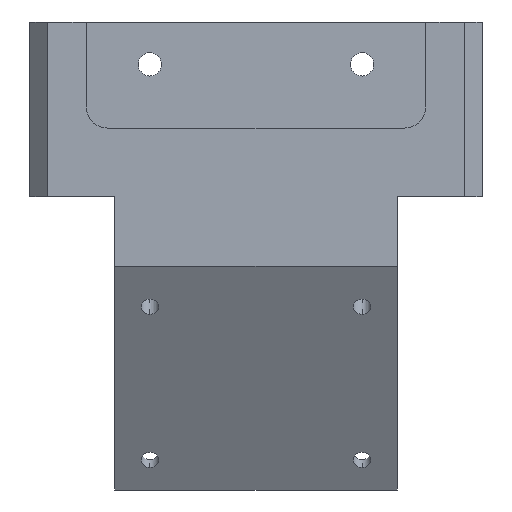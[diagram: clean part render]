
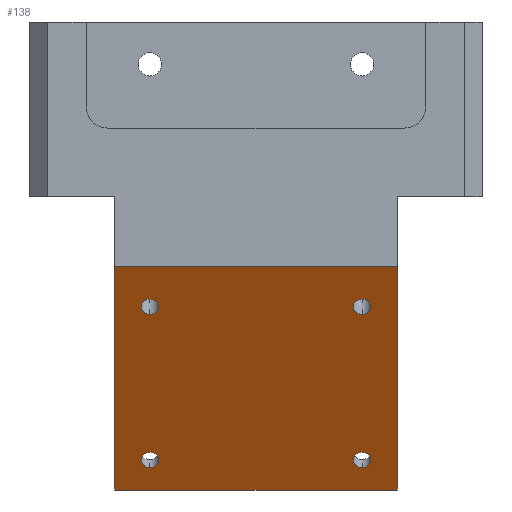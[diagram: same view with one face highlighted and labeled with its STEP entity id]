
A CAD part, front view. The second image highlights one B-rep face of the part: STEP entity #138.
In plain terms, the highlighted planar face has unit normal (0, -0.866, -0.5).
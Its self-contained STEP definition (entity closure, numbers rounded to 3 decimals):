
#138 = ADVANCED_FACE ( 'NONE', ( #699, #703, #697, #702, #701 ), #2168, .F. ) ;
#167 = VERTEX_POINT ( 'NONE', #2165 ) ;
#168 = VERTEX_POINT ( 'NONE', #2166 ) ;
#266 = ORIENTED_EDGE ( 'NONE', *, *, #802, .F. ) ;
#267 = ORIENTED_EDGE ( 'NONE', *, *, #938, .F. ) ;
#268 = ORIENTED_EDGE ( 'NONE', *, *, #803, .F. ) ;
#269 = ORIENTED_EDGE ( 'NONE', *, *, #846, .F. ) ;
#270 = ORIENTED_EDGE ( 'NONE', *, *, #804, .F. ) ;
#271 = ORIENTED_EDGE ( 'NONE', *, *, #805, .T. ) ;
#272 = ORIENTED_EDGE ( 'NONE', *, *, #799, .T. ) ;
#273 = ORIENTED_EDGE ( 'NONE', *, *, #806, .F. ) ;
#274 = ORIENTED_EDGE ( 'NONE', *, *, #946, .T. ) ;
#275 = ORIENTED_EDGE ( 'NONE', *, *, #807, .T. ) ;
#276 = ORIENTED_EDGE ( 'NONE', *, *, #949, .T. ) ;
#277 = ORIENTED_EDGE ( 'NONE', *, *, #808, .T. ) ;
#522 = VERTEX_POINT ( 'NONE', #1139 ) ;
#544 = VERTEX_POINT ( 'NONE', #1156 ) ;
#545 = VERTEX_POINT ( 'NONE', #1157 ) ;
#564 = VERTEX_POINT ( 'NONE', #1163 ) ;
#565 = VERTEX_POINT ( 'NONE', #1165 ) ;
#567 = VERTEX_POINT ( 'NONE', #1166 ) ;
#580 = VERTEX_POINT ( 'NONE', #1177 ) ;
#623 = VERTEX_POINT ( 'NONE', #1180 ) ;
#624 = VERTEX_POINT ( 'NONE', #1184 ) ;
#697 = FACE_OUTER_BOUND ( 'NONE', #761, .T. ) ;
#699 = FACE_BOUND ( 'NONE', #2061, .T. ) ;
#701 = FACE_BOUND ( 'NONE', #1496, .T. ) ;
#702 = FACE_BOUND ( 'NONE', #1494, .T. ) ;
#703 = FACE_BOUND ( 'NONE', #762, .T. ) ;
#761 = EDGE_LOOP ( 'NONE', ( #270, #271, #272, #273 ) ) ;
#762 = EDGE_LOOP ( 'NONE', ( #268, #269 ) ) ;
#799 = EDGE_CURVE ( 'NONE', #522, #564, #1345, .T. ) ;
#802 = EDGE_CURVE ( 'NONE', #545, #544, #1351, .T. ) ;
#803 = EDGE_CURVE ( 'NONE', #2055, #580, #1347, .T. ) ;
#804 = EDGE_CURVE ( 'NONE', #565, #567, #1353, .T. ) ;
#805 = EDGE_CURVE ( 'NONE', #565, #522, #1354, .T. ) ;
#806 = EDGE_CURVE ( 'NONE', #567, #564, #1357, .T. ) ;
#807 = EDGE_CURVE ( 'NONE', #623, #624, #1359, .T. ) ;
#808 = EDGE_CURVE ( 'NONE', #168, #167, #1355, .T. ) ;
#846 = EDGE_CURVE ( 'NONE', #580, #2055, #1420, .T. ) ;
#938 = EDGE_CURVE ( 'NONE', #544, #545, #1590, .T. ) ;
#946 = EDGE_CURVE ( 'NONE', #624, #623, #1604, .T. ) ;
#949 = EDGE_CURVE ( 'NONE', #167, #168, #1616, .T. ) ;
#994 = AXIS2_PLACEMENT_3D ( 'NONE', #2144, #2170, #2120 ) ;
#1027 = AXIS2_PLACEMENT_3D ( 'NONE', #1246, #1247, #1248 ) ;
#1028 = AXIS2_PLACEMENT_3D ( 'NONE', #1251, #1252, #1253 ) ;
#1029 = AXIS2_PLACEMENT_3D ( 'NONE', #1259, #1260, #1261 ) ;
#1030 = AXIS2_PLACEMENT_3D ( 'NONE', #1264, #1265, #1266 ) ;
#1037 = AXIS2_PLACEMENT_3D ( 'NONE', #1658, #1659, #1660 ) ;
#1139 = CARTESIAN_POINT ( 'NONE',  ( 20., 3.161, -32.7 ) ) ;
#1156 = CARTESIAN_POINT ( 'NONE',  ( 15., 19.411, -60.846 ) ) ;
#1157 = CARTESIAN_POINT ( 'NONE',  ( 15., 20.661, -63.011 ) ) ;
#1163 = CARTESIAN_POINT ( 'NONE',  ( -20., 3.161, -32.7 ) ) ;
#1165 = CARTESIAN_POINT ( 'NONE',  ( 20., 22.5, -66.196 ) ) ;
#1166 = CARTESIAN_POINT ( 'NONE',  ( -20., 22.5, -66.196 ) ) ;
#1177 = CARTESIAN_POINT ( 'NONE',  ( 15., 6.911, -39.195 ) ) ;
#1180 = CARTESIAN_POINT ( 'NONE',  ( -15., 19.411, -60.846 ) ) ;
#1184 = CARTESIAN_POINT ( 'NONE',  ( -15., 20.661, -63.011 ) ) ;
#1240 = CARTESIAN_POINT ( 'NONE',  ( 32., 3.161, -32.7 ) ) ;
#1241 = DIRECTION ( 'NONE',  ( -1., 0., 0. ) ) ;
#1245 = DIRECTION ( 'NONE',  ( -1., 0., 0. ) ) ;
#1246 = CARTESIAN_POINT ( 'NONE',  ( 15., 20.036, -61.928 ) ) ;
#1247 = DIRECTION ( 'NONE',  ( 0., -0.866, -0.5 ) ) ;
#1248 = DIRECTION ( 'NONE',  ( 0., 0.5, -0.866 ) ) ;
#1249 = CARTESIAN_POINT ( 'NONE',  ( 20., 3.161, -32.7 ) ) ;
#1250 = CARTESIAN_POINT ( 'NONE',  ( 32., 22.5, -66.196 ) ) ;
#1251 = CARTESIAN_POINT ( 'NONE',  ( 15., 7.536, -40.278 ) ) ;
#1252 = DIRECTION ( 'NONE',  ( 0., -0.866, -0.5 ) ) ;
#1253 = DIRECTION ( 'NONE',  ( 0., 0.5, -0.866 ) ) ;
#1255 = DIRECTION ( 'NONE',  ( 0., -0.5, 0.866 ) ) ;
#1256 = CARTESIAN_POINT ( 'NONE',  ( -20., 3.161, -32.7 ) ) ;
#1257 = DIRECTION ( 'NONE',  ( 0., -0.5, 0.866 ) ) ;
#1259 = CARTESIAN_POINT ( 'NONE',  ( -15., 20.036, -61.928 ) ) ;
#1260 = DIRECTION ( 'NONE',  ( 0., 0.866, 0.5 ) ) ;
#1261 = DIRECTION ( 'NONE',  ( 0., 0.5, -0.866 ) ) ;
#1264 = CARTESIAN_POINT ( 'NONE',  ( -15., 7.536, -40.278 ) ) ;
#1265 = DIRECTION ( 'NONE',  ( 0., 0.866, 0.5 ) ) ;
#1266 = DIRECTION ( 'NONE',  ( 0., 0.5, -0.866 ) ) ;
#1345 = LINE ( 'NONE', #1240, #1348 ) ;
#1347 = CIRCLE ( 'NONE', #1028, 1.25 ) ;
#1348 = VECTOR ( 'NONE', #1241, 1000. ) ;
#1351 = CIRCLE ( 'NONE', #1027, 1.25 ) ;
#1353 = LINE ( 'NONE', #1250, #1356 ) ;
#1354 = LINE ( 'NONE', #1249, #1358 ) ;
#1355 = CIRCLE ( 'NONE', #1030, 1.25 ) ;
#1356 = VECTOR ( 'NONE', #1245, 1000. ) ;
#1357 = LINE ( 'NONE', #1256, #1360 ) ;
#1358 = VECTOR ( 'NONE', #1255, 1000. ) ;
#1359 = CIRCLE ( 'NONE', #1029, 1.25 ) ;
#1360 = VECTOR ( 'NONE', #1257, 1000. ) ;
#1420 = CIRCLE ( 'NONE', #1037, 1.25 ) ;
#1494 = EDGE_LOOP ( 'NONE', ( #274, #275 ) ) ;
#1496 = EDGE_LOOP ( 'NONE', ( #276, #277 ) ) ;
#1590 = CIRCLE ( 'NONE', #1841, 1.25 ) ;
#1604 = CIRCLE ( 'NONE', #1845, 1.25 ) ;
#1616 = CIRCLE ( 'NONE', #1846, 1.25 ) ;
#1658 = CARTESIAN_POINT ( 'NONE',  ( 15., 7.536, -40.278 ) ) ;
#1659 = DIRECTION ( 'NONE',  ( 0., -0.866, -0.5 ) ) ;
#1660 = DIRECTION ( 'NONE',  ( 0., 0.5, -0.866 ) ) ;
#1841 = AXIS2_PLACEMENT_3D ( 'NONE', #1906, #1907, #1908 ) ;
#1845 = AXIS2_PLACEMENT_3D ( 'NONE', #1927, #1928, #1929 ) ;
#1846 = AXIS2_PLACEMENT_3D ( 'NONE', #1934, #1935, #1936 ) ;
#1906 = CARTESIAN_POINT ( 'NONE',  ( 15., 20.036, -61.928 ) ) ;
#1907 = DIRECTION ( 'NONE',  ( 0., -0.866, -0.5 ) ) ;
#1908 = DIRECTION ( 'NONE',  ( 0., 0.5, -0.866 ) ) ;
#1927 = CARTESIAN_POINT ( 'NONE',  ( -15., 20.036, -61.928 ) ) ;
#1928 = DIRECTION ( 'NONE',  ( 0., 0.866, 0.5 ) ) ;
#1929 = DIRECTION ( 'NONE',  ( 0., 0.5, -0.866 ) ) ;
#1934 = CARTESIAN_POINT ( 'NONE',  ( -15., 7.536, -40.278 ) ) ;
#1935 = DIRECTION ( 'NONE',  ( 0., 0.866, 0.5 ) ) ;
#1936 = DIRECTION ( 'NONE',  ( 0., 0.5, -0.866 ) ) ;
#1960 = CARTESIAN_POINT ( 'NONE',  ( 15., 8.161, -41.36 ) ) ;
#2055 = VERTEX_POINT ( 'NONE', #1960 ) ;
#2061 = EDGE_LOOP ( 'NONE', ( #266, #267 ) ) ;
#2120 = DIRECTION ( 'NONE',  ( 0., -0.5, 0.866 ) ) ;
#2144 = CARTESIAN_POINT ( 'NONE',  ( 32., 3.161, -32.7 ) ) ;
#2165 = CARTESIAN_POINT ( 'NONE',  ( -15., 8.161, -41.36 ) ) ;
#2166 = CARTESIAN_POINT ( 'NONE',  ( -15., 6.911, -39.195 ) ) ;
#2168 = PLANE ( 'NONE',  #994 ) ;
#2170 = DIRECTION ( 'NONE',  ( 0., 0.866, 0.5 ) ) ;
